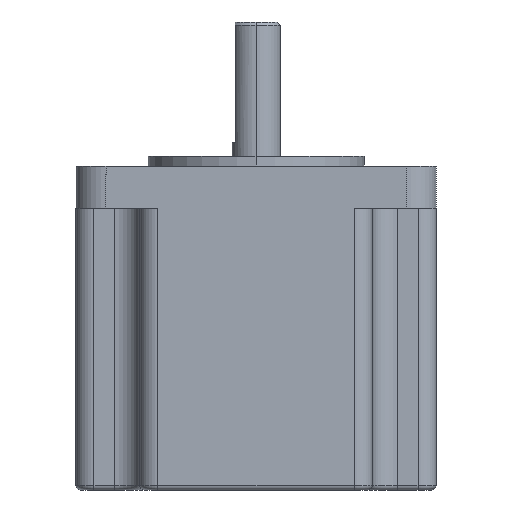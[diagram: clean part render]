
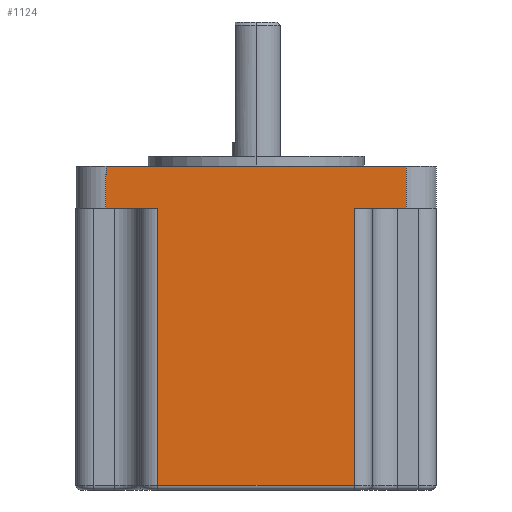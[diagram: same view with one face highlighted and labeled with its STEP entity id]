
A CAD part, left-side view. The second image highlights one B-rep face of the part: STEP entity #1124.
In plain terms, the highlighted planar face has unit normal (-1, 0, 0).
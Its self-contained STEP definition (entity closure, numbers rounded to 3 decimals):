
#5 = DIRECTION ( 'NONE',  ( -1., 0., 0. ) ) ;
#10 = LINE ( 'NONE', #1908, #2174 ) ;
#21 = VERTEX_POINT ( 'NONE', #265 ) ;
#95 = VECTOR ( 'NONE', #621, 1000. ) ;
#171 = VERTEX_POINT ( 'NONE', #1069 ) ;
#174 = CARTESIAN_POINT ( 'NONE',  ( -30., -25., -54. ) ) ;
#178 = CARTESIAN_POINT ( 'NONE',  ( -30., -16.37, -53.2 ) ) ;
#206 = LINE ( 'NONE', #2348, #1451 ) ;
#245 = CARTESIAN_POINT ( 'NONE',  ( -30., 0., -54. ) ) ;
#265 = CARTESIAN_POINT ( 'NONE',  ( -30., -25., 0. ) ) ;
#362 = VERTEX_POINT ( 'NONE', #178 ) ;
#410 = LINE ( 'NONE', #174, #885 ) ;
#436 = CARTESIAN_POINT ( 'NONE',  ( -30., -25., -7. ) ) ;
#481 = ORIENTED_EDGE ( 'NONE', *, *, #1886, .T. ) ;
#499 = EDGE_CURVE ( 'NONE', #1877, #1682, #1049, .T. ) ;
#557 = DIRECTION ( 'NONE',  ( 0., 0., 1. ) ) ;
#580 = VECTOR ( 'NONE', #952, 1000. ) ;
#604 = EDGE_CURVE ( 'NONE', #1877, #2058, #1114, .T. ) ;
#621 = DIRECTION ( 'NONE',  ( 0., -1., 0. ) ) ;
#640 = ORIENTED_EDGE ( 'NONE', *, *, #604, .T. ) ;
#644 = CARTESIAN_POINT ( 'NONE',  ( -30., 25., -7. ) ) ;
#773 = EDGE_CURVE ( 'NONE', #171, #362, #10, .T. ) ;
#777 = EDGE_CURVE ( 'NONE', #1682, #21, #1423, .T. ) ;
#778 = VERTEX_POINT ( 'NONE', #436 ) ;
#790 = CARTESIAN_POINT ( 'NONE',  ( -30., 25., -54. ) ) ;
#872 = CARTESIAN_POINT ( 'NONE',  ( -30., 0., -7. ) ) ;
#885 = VECTOR ( 'NONE', #2311, 1000. ) ;
#919 = DIRECTION ( 'NONE',  ( 0., -1., 0. ) ) ;
#952 = DIRECTION ( 'NONE',  ( 0., -1., 0. ) ) ;
#988 = VECTOR ( 'NONE', #919, 1000. ) ;
#1037 = ORIENTED_EDGE ( 'NONE', *, *, #773, .T. ) ;
#1049 = LINE ( 'NONE', #790, #1290 ) ;
#1068 = ORIENTED_EDGE ( 'NONE', *, *, #1522, .T. ) ;
#1069 = CARTESIAN_POINT ( 'NONE',  ( -30., 16.37, -53.2 ) ) ;
#1114 = LINE ( 'NONE', #872, #95 ) ;
#1124 = ADVANCED_FACE ( 'NONE', ( #1923 ), #1718, .T. ) ;
#1158 = CARTESIAN_POINT ( 'NONE',  ( -30., 0., 0. ) ) ;
#1193 = EDGE_LOOP ( 'NONE', ( #1321, #1037, #1068, #2032, #481, #1342, #1854, #640 ) ) ;
#1197 = CARTESIAN_POINT ( 'NONE',  ( -30., 0., -7. ) ) ;
#1203 = EDGE_CURVE ( 'NONE', #171, #2058, #206, .T. ) ;
#1290 = VECTOR ( 'NONE', #557, 1000. ) ;
#1321 = ORIENTED_EDGE ( 'NONE', *, *, #1203, .F. ) ;
#1342 = ORIENTED_EDGE ( 'NONE', *, *, #777, .F. ) ;
#1406 = DIRECTION ( 'NONE',  ( 0., 0., 1. ) ) ;
#1423 = LINE ( 'NONE', #1158, #988 ) ;
#1451 = VECTOR ( 'NONE', #2100, 1000. ) ;
#1456 = LINE ( 'NONE', #1197, #580 ) ;
#1522 = EDGE_CURVE ( 'NONE', #362, #2166, #1894, .T. ) ;
#1537 = CARTESIAN_POINT ( 'NONE',  ( -30., -16.37, -7. ) ) ;
#1653 = CARTESIAN_POINT ( 'NONE',  ( -30., -16.37, -54. ) ) ;
#1668 = DIRECTION ( 'NONE',  ( 0., -1., 0. ) ) ;
#1682 = VERTEX_POINT ( 'NONE', #1749 ) ;
#1718 = PLANE ( 'NONE',  #2229 ) ;
#1734 = CARTESIAN_POINT ( 'NONE',  ( -30., 16.37, -7. ) ) ;
#1749 = CARTESIAN_POINT ( 'NONE',  ( -30., 25., 0. ) ) ;
#1798 = EDGE_CURVE ( 'NONE', #2166, #778, #1456, .T. ) ;
#1854 = ORIENTED_EDGE ( 'NONE', *, *, #499, .F. ) ;
#1877 = VERTEX_POINT ( 'NONE', #644 ) ;
#1886 = EDGE_CURVE ( 'NONE', #778, #21, #410, .T. ) ;
#1894 = LINE ( 'NONE', #1653, #2114 ) ;
#1908 = CARTESIAN_POINT ( 'NONE',  ( -30., -16.37, -53.2 ) ) ;
#1923 = FACE_OUTER_BOUND ( 'NONE', #1193, .T. ) ;
#2032 = ORIENTED_EDGE ( 'NONE', *, *, #1798, .T. ) ;
#2058 = VERTEX_POINT ( 'NONE', #1734 ) ;
#2100 = DIRECTION ( 'NONE',  ( 0., 0., 1. ) ) ;
#2114 = VECTOR ( 'NONE', #1406, 1000. ) ;
#2138 = DIRECTION ( 'NONE',  ( 0., -1., 0. ) ) ;
#2166 = VERTEX_POINT ( 'NONE', #1537 ) ;
#2174 = VECTOR ( 'NONE', #1668, 1000. ) ;
#2229 = AXIS2_PLACEMENT_3D ( 'NONE', #245, #5, #2138 ) ;
#2311 = DIRECTION ( 'NONE',  ( 0., 0., 1. ) ) ;
#2348 = CARTESIAN_POINT ( 'NONE',  ( -30., 16.37, -54. ) ) ;
